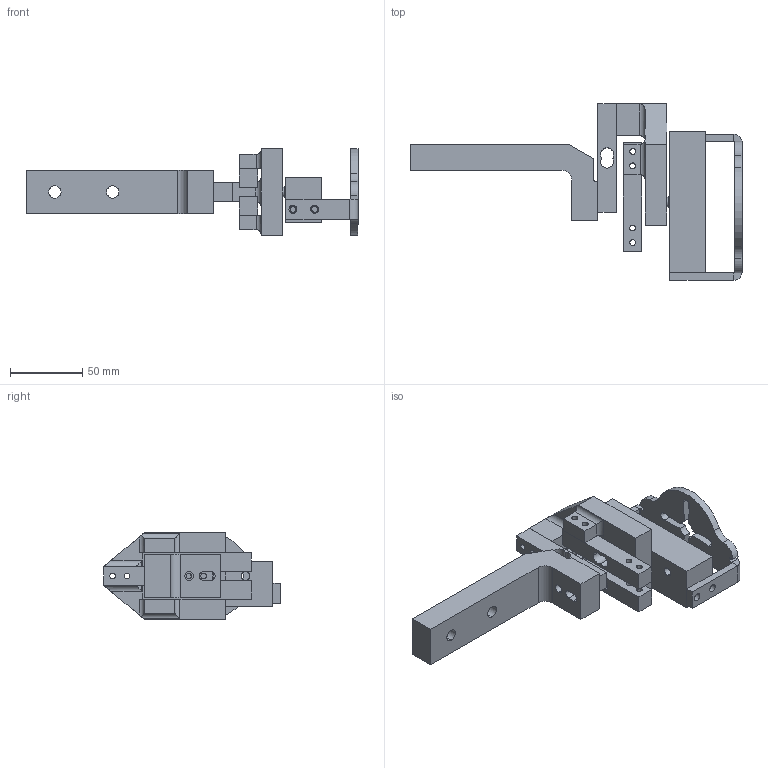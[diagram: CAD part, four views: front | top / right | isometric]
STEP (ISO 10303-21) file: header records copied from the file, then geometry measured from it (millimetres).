
FILE_DESCRIPTION (( 'STEP AP203' ), '1' );
FILE_NAME ('Small_thrust_torque_rig.STEP', '2022-04-05T04:30:43', ( '' ), ( '' ), 'SwSTEP 2.0', 'SolidWorks 2018', '' );
FILE_SCHEMA (( 'CONFIG_CONTROL_DESIGN' ));
Length unit declared in the file: millimetre
Products named in the file (8): Small_thrust_torque_rig; motor_mount_small_rig_plate; load_cells_mount_rotor_left; 5kg_load_cell; thrust_cell2stand; axis; bearing; mouting_plate2axis
Assembly tree (9 placements, depth 2):
  Small_thrust_torque_rig
    thrust_cell2stand
    5kg_load_cell  x3
    load_cells_mount_rotor_left
    bearing
    axis
    motor_mount_small_rig_plate
    mouting_plate2axis
Bounding box: 229.7 x 122 x 60 mm (x, y, z)
Volume: 281752.6 mm3; surface area: 80032.7 mm2
Topology: 9 solids, 9 shells, 234 faces, 597 edges, 390 vertices
Faces by surface type: cylinder 130, plane 104
Entity records: 7075 total; most frequent: DIRECTION 1121, CARTESIAN_POINT 1085, ORIENTED_EDGE 1014, EDGE_CURVE 507, AXIS2_PLACEMENT_3D 414, VERTEX_POINT 330, LINE 293, VECTOR 293
